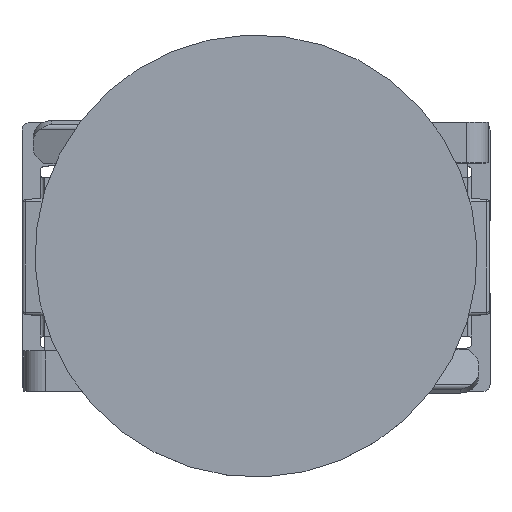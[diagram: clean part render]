
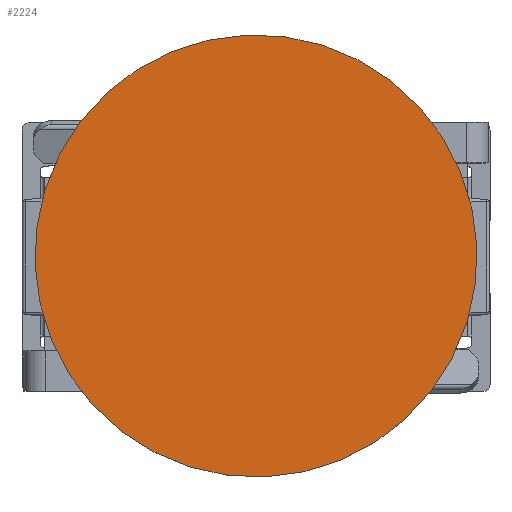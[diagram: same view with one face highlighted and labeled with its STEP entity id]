
A CAD part, top view. The second image highlights one B-rep face of the part: STEP entity #2224.
In plain terms, the highlighted planar face has unit normal (0, 0, 1).
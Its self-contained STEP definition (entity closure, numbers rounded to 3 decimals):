
#2224=ADVANCED_FACE('',(#3537),#2698,.F.);
#2698=PLANE('',#17770);
#3537=FACE_OUTER_BOUND('',#4503,.T.);
#4503=EDGE_LOOP('',(#9845));
#4972=CIRCLE('',#17767,6.);
#9845=ORIENTED_EDGE('',*,*,#13595,.F.);
#11311=VERTEX_POINT('',#30287);
#13595=EDGE_CURVE('',#11311,#11311,#4972,.T.);
#17767=AXIS2_PLACEMENT_3D('',#30286,#21907,#21908);
#17770=AXIS2_PLACEMENT_3D('',#30290,#21913,#21914);
#21907=DIRECTION('',(0.,0.,-1.));
#21908=DIRECTION('',(-0.924,-0.383,0.));
#21913=DIRECTION('',(0.,0.,-1.));
#21914=DIRECTION('',(-0.924,-0.383,0.));
#30286=CARTESIAN_POINT('',(7.5,7.85,19.8));
#30287=CARTESIAN_POINT('',(1.958,5.552,19.8));
#30290=CARTESIAN_POINT('',(7.5,7.85,19.8));
